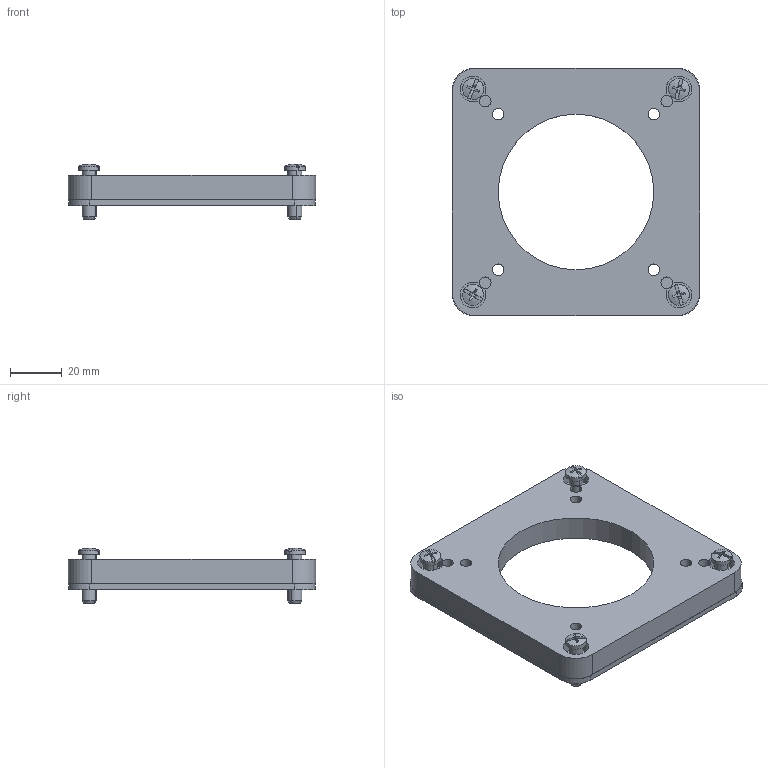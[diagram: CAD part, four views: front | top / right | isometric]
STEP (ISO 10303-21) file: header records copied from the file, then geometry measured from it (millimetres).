
FILE_DESCRIPTION (( 'STEP AP203' ), '1' );
FILE_NAME ('AP2030.step', '2022-09-08T14:32:25', ( '' ), ( '' ), 'SwSTEP 2.0', 'SolidWorks 2021', '' );
FILE_SCHEMA (( 'CONFIG_CONTROL_DESIGN' ));
Length unit declared in the file: millimetre
Products named in the file (1): AP2030
Bounding box: 95.5 x 95.5 x 21.51 mm (x, y, z)
Volume: 69196.6 mm3; surface area: 32395.4 mm2
Topology: 6 solids, 6 shells, 204 faces, 544 edges, 360 vertices
Faces by surface type: plane 108, cylinder 80, cone 8, sphere 8
Entity records: 6599 total; most frequent: DIRECTION 1194, CARTESIAN_POINT 1109, ORIENTED_EDGE 1088, EDGE_CURVE 544, AXIS2_PLACEMENT_3D 445, VERTEX_POINT 360, VECTOR 304, LINE 304
